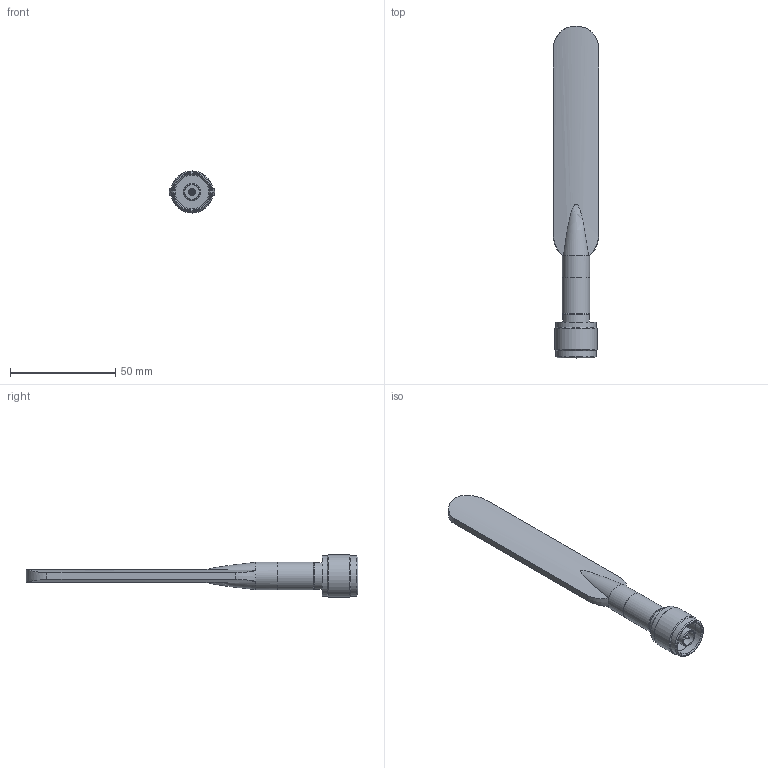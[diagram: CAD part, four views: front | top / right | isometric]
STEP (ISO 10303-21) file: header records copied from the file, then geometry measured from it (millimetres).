
FILE_DESCRIPTION (( 'STEP AP214' ), '1' );
FILE_NAME ('6GK57954MC000AA3_001_STEP.STEP', '2015-02-17T12:53:56', ( '' ), ( '' ), 'SwSTEP 2.0', 'SolidWorks 2013', '' );
FILE_SCHEMA (( 'AUTOMOTIVE_DESIGN' ));
Length unit declared in the file: millimetre
Products named in the file (2): Body; 6GK57954MC000AA3_001_STEP
Assembly tree (1 placements, depth 2):
  6GK57954MC000AA3_001_STEP
    Body
Bounding box: 21.5 x 157.48 x 20 mm (x, y, z)
Volume: 19735.2 mm3; surface area: 9304.1 mm2
Topology: 1 solids, 1 shells, 44 faces, 82 edges, 49 vertices
Faces by surface type: plane 16, cylinder 15, cone 9, torus 4
Full cylindrical faces by diameter (mm): 1.65 x1, 3.04 x1, 7 x1, 8.23 x1, 12.65 x1, 13 x1, 13.2 x1, 16.1 x1, 16.5 x1, 19 x2, 20 x1
Entity records: 1740 total; most frequent: CARTESIAN_POINT 384, DIRECTION 190, ORIENTED_EDGE 120, AXIS2_PLACEMENT_3D 90, EDGE_LOOP 74, EDGE_CURVE 60, FACE_OUTER_BOUND 56, UNCERTAINTY_MEASURE_WITH_UNIT 48
